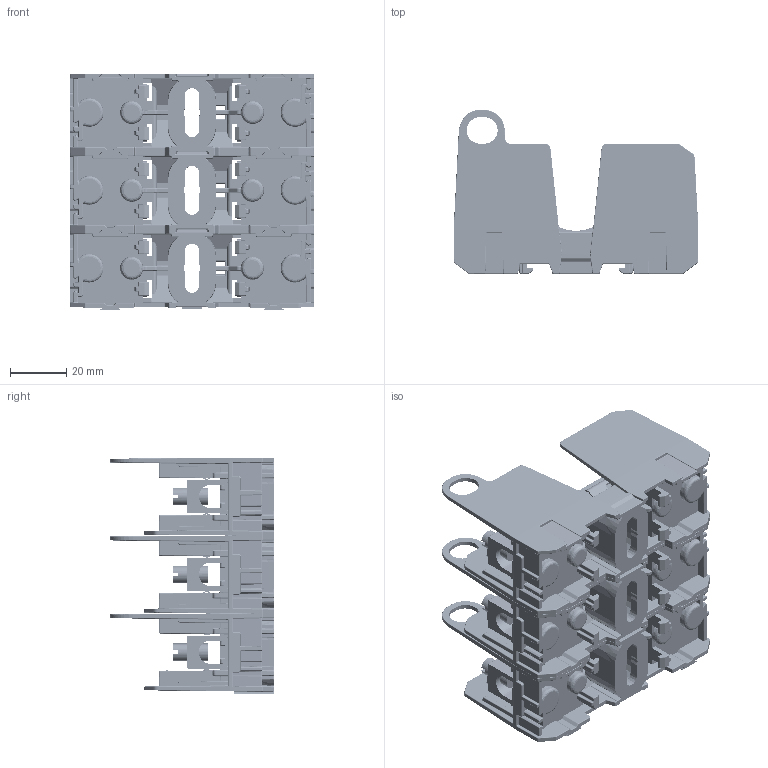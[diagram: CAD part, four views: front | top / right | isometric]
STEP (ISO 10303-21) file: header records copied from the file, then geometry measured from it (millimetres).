
FILE_DESCRIPTION (( 'STEP AP214' ), '1' );
FILE_NAME ('JM60030-3PR.STEP', '2016-10-18T18:50:44', ( '' ), ( '' ), 'SwSTEP 2.0', 'SolidWorks 2016', '' );
FILE_SCHEMA (( 'AUTOMOTIVE_DESIGN' ));
Length unit declared in the file: inch
Products named in the file (2): JM60030-1CR; JM60030-3PR
Assembly tree (3 placements, depth 2):
  JM60030-3PR
    JM60030-1CR  x3
Bounding box: 87 x 58.2 x 84.12 mm (x, y, z)
Volume: 97121.7 mm3; surface area: 99907.1 mm2
Topology: 39 solids, 57 shells, 9279 faces, 22557 edges, 13161 vertices
Faces by surface type: cylinder 3987, bspline 2838, plane 2343, cone 111
Entity records: 148575 total; most frequent: CARTESIAN_POINT 43070, ORIENTED_EDGE 14876, DIRECTION 11947, EDGE_CURVE 7438, VERTEX_POINT 4385, AXIS2_PLACEMENT_3D 4215, VECTOR 3517, LINE 3517
